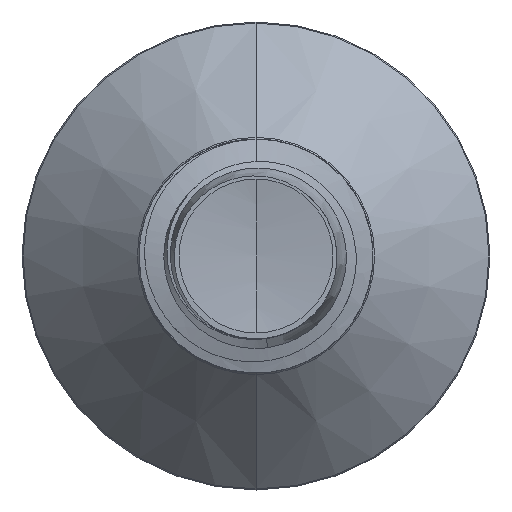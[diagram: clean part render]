
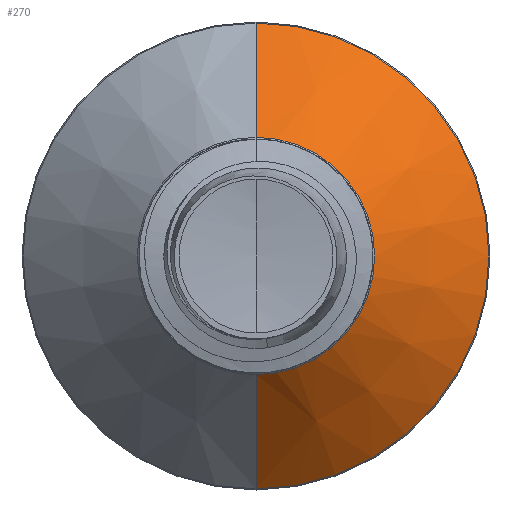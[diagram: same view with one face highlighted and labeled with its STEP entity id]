
A CAD part, front view. The second image highlights one B-rep face of the part: STEP entity #270.
In plain terms, the highlighted conical face has half-angle 45 degrees and reference radius 3.55 mm.
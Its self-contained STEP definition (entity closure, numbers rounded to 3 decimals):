
#270 = ADVANCED_FACE ( 'NONE', ( #11904 ), #10065, .T. ) ;
#1295 = AXIS2_PLACEMENT_3D ( 'NONE', #20564, #9509, #22148 ) ;
#1644 = VERTEX_POINT ( 'NONE', #10906 ) ;
#4037 = ORIENTED_EDGE ( 'NONE', *, *, #7231, .T. ) ;
#5398 = ORIENTED_EDGE ( 'NONE', *, *, #17732, .T. ) ;
#6768 = CARTESIAN_POINT ( 'NONE',  ( 0., 15.65, 3.55 ) ) ;
#7231 = EDGE_CURVE ( 'NONE', #18692, #20557, #19842, .T. ) ;
#7315 = ORIENTED_EDGE ( 'NONE', *, *, #16742, .F. ) ;
#8081 = CARTESIAN_POINT ( 'NONE',  ( 0., 19.069, -6.969 ) ) ;
#8638 = EDGE_LOOP ( 'NONE', ( #5398, #4037, #7315, #23861 ) ) ;
#9023 = VECTOR ( 'NONE', #12362, 1000. ) ;
#9509 = DIRECTION ( 'NONE',  ( 0., 1., 0. ) ) ;
#9903 = CARTESIAN_POINT ( 'NONE',  ( 0., 19.069, 0. ) ) ;
#10065 = CONICAL_SURFACE ( 'NONE', #18778, 3.55, 0.785 ) ;
#10903 = CIRCLE ( 'NONE', #19098, 6.969 ) ;
#10906 = CARTESIAN_POINT ( 'NONE',  ( 0., 19.069, 6.969 ) ) ;
#11904 = FACE_OUTER_BOUND ( 'NONE', #8638, .T. ) ;
#11933 = DIRECTION ( 'NONE',  ( 0., 0., 1. ) ) ;
#12362 = DIRECTION ( 'NONE',  ( 0., 0.707, -0.707 ) ) ;
#12522 = CARTESIAN_POINT ( 'NONE',  ( 0., 15.65, -3.55 ) ) ;
#13661 = CIRCLE ( 'NONE', #1295, 3.55 ) ;
#13974 = LINE ( 'NONE', #15872, #18281 ) ;
#15788 = EDGE_CURVE ( 'NONE', #19440, #1644, #13974, .T. ) ;
#15872 = CARTESIAN_POINT ( 'NONE',  ( 0., 15.65, 3.55 ) ) ;
#16526 = CARTESIAN_POINT ( 'NONE',  ( 0., 15.65, 0. ) ) ;
#16742 = EDGE_CURVE ( 'NONE', #1644, #20557, #10903, .T. ) ;
#17461 = CARTESIAN_POINT ( 'NONE',  ( 0., 15.65, -3.55 ) ) ;
#17660 = DIRECTION ( 'NONE',  ( 0., 0.707, 0.707 ) ) ;
#17732 = EDGE_CURVE ( 'NONE', #19440, #18692, #13661, .T. ) ;
#18281 = VECTOR ( 'NONE', #17660, 1000. ) ;
#18692 = VERTEX_POINT ( 'NONE', #17461 ) ;
#18778 = AXIS2_PLACEMENT_3D ( 'NONE', #16526, #22051, #21200 ) ;
#19098 = AXIS2_PLACEMENT_3D ( 'NONE', #9903, #22445, #11933 ) ;
#19440 = VERTEX_POINT ( 'NONE', #6768 ) ;
#19842 = LINE ( 'NONE', #12522, #9023 ) ;
#20557 = VERTEX_POINT ( 'NONE', #8081 ) ;
#20564 = CARTESIAN_POINT ( 'NONE',  ( 0., 15.65, 0. ) ) ;
#21200 = DIRECTION ( 'NONE',  ( 0., 0., 1. ) ) ;
#22051 = DIRECTION ( 'NONE',  ( 0., 1., 0. ) ) ;
#22148 = DIRECTION ( 'NONE',  ( 0., 0., 1. ) ) ;
#22445 = DIRECTION ( 'NONE',  ( 0., 1., 0. ) ) ;
#23861 = ORIENTED_EDGE ( 'NONE', *, *, #15788, .F. ) ;
